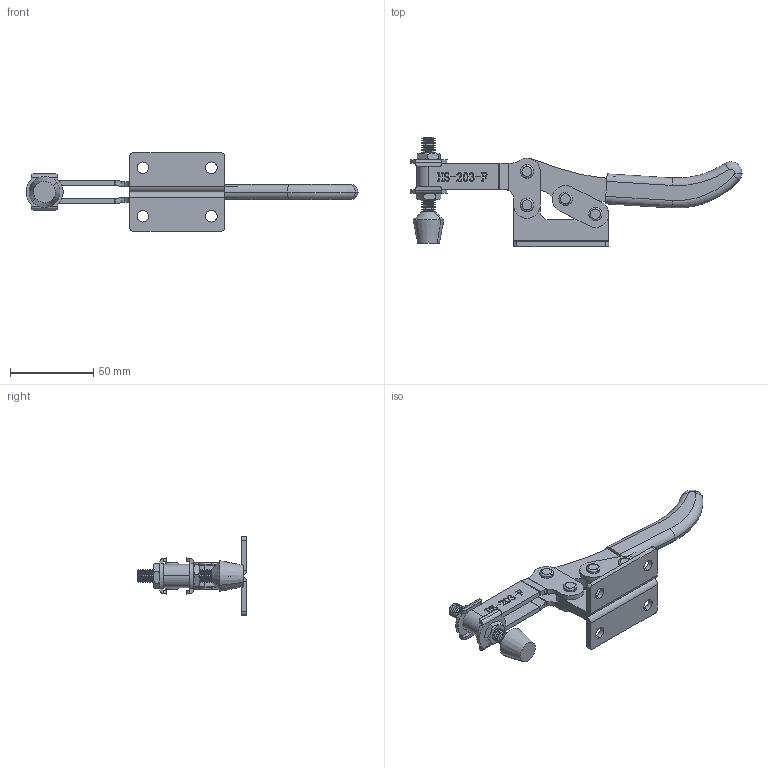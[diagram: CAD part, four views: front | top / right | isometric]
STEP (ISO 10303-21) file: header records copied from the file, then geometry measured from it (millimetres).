
FILE_DESCRIPTION (( 'STEP AP203' ), '1' );
FILE_NAME ('HS-203-F .STEP', '2019-10-15T07:41:39', ( '微软用户' ), ( '微软中国' ), 'SwSTEP 2.0', 'SolidWorks 2012', '' );
FILE_SCHEMA (( 'CONFIG_CONTROL_DESIGN' ));
Length unit declared in the file: millimetre
Products named in the file (12): HS-203-F ; hex finished bolt_ai_HFBOLT 0.3125-18x2x2-S; FW-516; hex thin nuts-grades ab-chamfered gb_GB_FASTENER_NUT_STNAB M8-N; 揤輸; 揤參; 种; 忒梟; 忒參; 蟀裝; 楊擘菁釱酘; 楊擘菁釱衵
Assembly tree (17 placements, depth 2):
  HS-203-F 
    楊擘菁釱衵
    楊擘菁釱酘
    蟀裝  x2
    忒參
    忒梟
    种  x4
    揤參
    揤輸
    hex thin nuts-grades ab-chamfered gb_GB_FASTENER_NUT_STNAB M8-N  x2
    FW-516  x2
    hex finished bolt_ai_HFBOLT 0.3125-18x2x2-S
Bounding box: 199.06 x 65.56 x 47 mm (x, y, z)
Volume: 52535.5 mm3; surface area: 36829.4 mm2
Topology: 17 solids, 17 shells, 917 faces, 2357 edges, 1507 vertices
Faces by surface type: plane 364, cylinder 217, cone 172, bspline 138, torus 26
Entity records: 33402 total; most frequent: CARTESIAN_POINT 12159, ORIENTED_EDGE 4300, DIRECTION 3874, EDGE_CURVE 2150, VERTEX_POINT 1377, AXIS2_PLACEMENT_3D 1328, VECTOR 1218, LINE 1218
